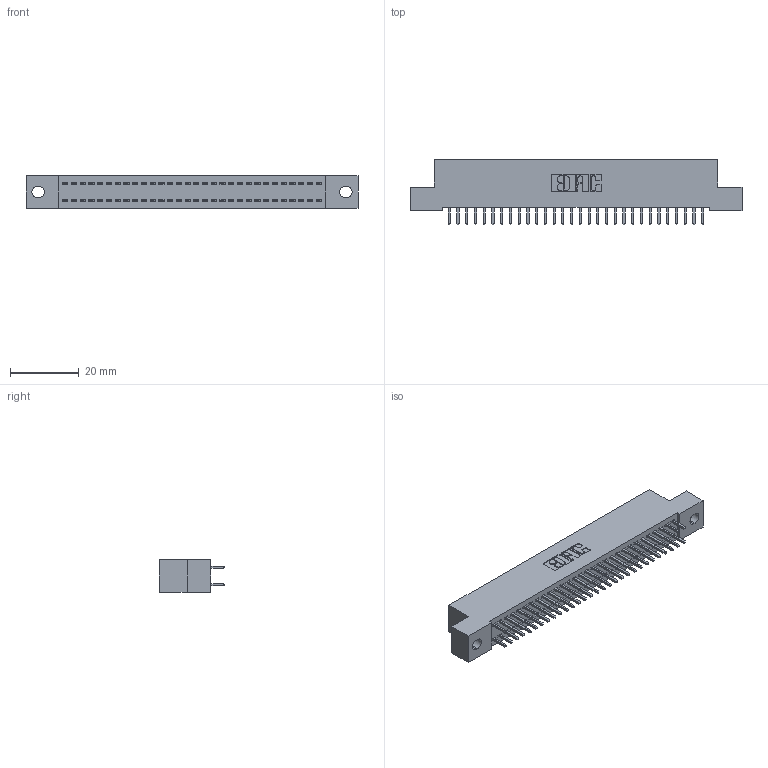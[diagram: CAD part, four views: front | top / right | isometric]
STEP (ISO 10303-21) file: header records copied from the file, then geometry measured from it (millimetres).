
FILE_DESCRIPTION (( 'STEP AP203' ), '1' );
FILE_NAME ('392-060-521-202.STEP', '2019-10-08T17:12:22', ( '' ), ( '' ), 'SwSTEP 2.0', 'SolidWorks 2016', '' );
FILE_SCHEMA (( 'CONFIG_CONTROL_DESIGN' ));
Length unit declared in the file: inch
Products named in the file (3): 342 Part_.128 Slot; 345-292-001_345-293-121; 392-060-521-202
Assembly tree (61 placements, depth 2):
  392-060-521-202
    342 Part_.128 Slot
    345-292-001_345-293-121  x60
Bounding box: 96.52 x 19.06 x 9.4 mm (x, y, z)
Volume: 8538.9 mm3; surface area: 13197.1 mm2
Topology: 61 solids, 61 shells, 3234 faces, 9611 edges, 6326 vertices
Faces by surface type: plane 2230, cylinder 1004
Entity records: 20873 total; most frequent: CARTESIAN_POINT 3474, ORIENTED_EDGE 3410, DIRECTION 2989, EDGE_CURVE 1705, LINE 1577, VECTOR 1577, VERTEX_POINT 1134, AXIS2_PLACEMENT_3D 706
